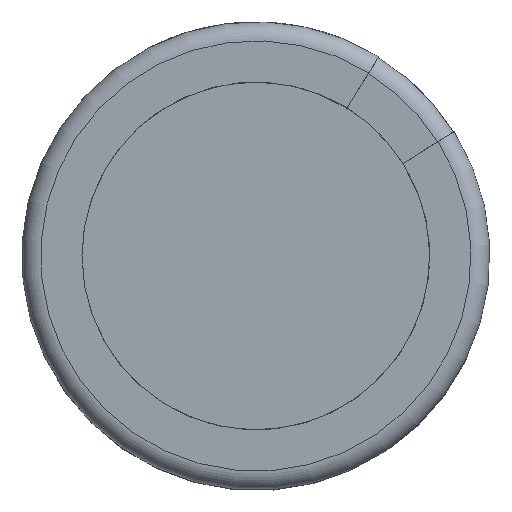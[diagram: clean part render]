
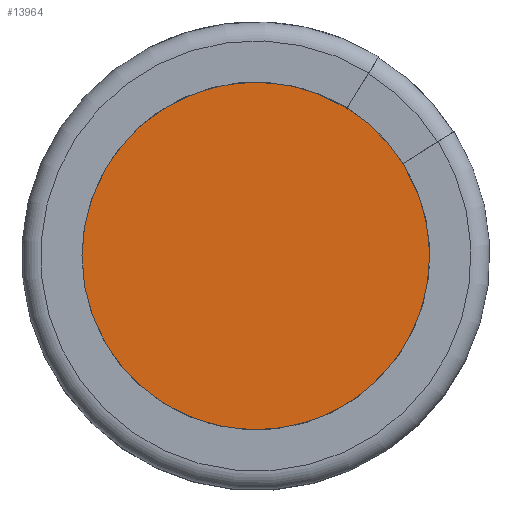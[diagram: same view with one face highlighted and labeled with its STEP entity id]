
A CAD part, top view. The second image highlights one B-rep face of the part: STEP entity #13964.
In plain terms, the highlighted face is planar.
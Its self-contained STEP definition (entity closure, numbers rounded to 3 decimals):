
#366=PLANE('',#14673);
#563=CIRCLE('',#14674,11.432);
#4501=ORIENTED_EDGE('',*,*,#6489,.F.);
#6489=EDGE_CURVE('',#7496,#7496,#563,.T.);
#7496=VERTEX_POINT('',#24825);
#8134=EDGE_LOOP('',(#4501));
#8846=FACE_BOUND('',#8134,.T.);
#13964=ADVANCED_FACE('',(#8846),#366,.F.);
#14673=AXIS2_PLACEMENT_3D('',#24823,#16250,#16251);
#14674=AXIS2_PLACEMENT_3D('',#24824,#16252,#16253);
#16250=DIRECTION('',(0.,-1.,0.));
#16251=DIRECTION('',(0.,0.,-1.));
#16252=DIRECTION('',(0.,-1.,0.));
#16253=DIRECTION('',(0.,0.,-1.));
#24823=CARTESIAN_POINT('',(0.,18.78,0.));
#24824=CARTESIAN_POINT('',(0.,18.78,0.));
#24825=CARTESIAN_POINT('',(0.,18.78,-11.432));
